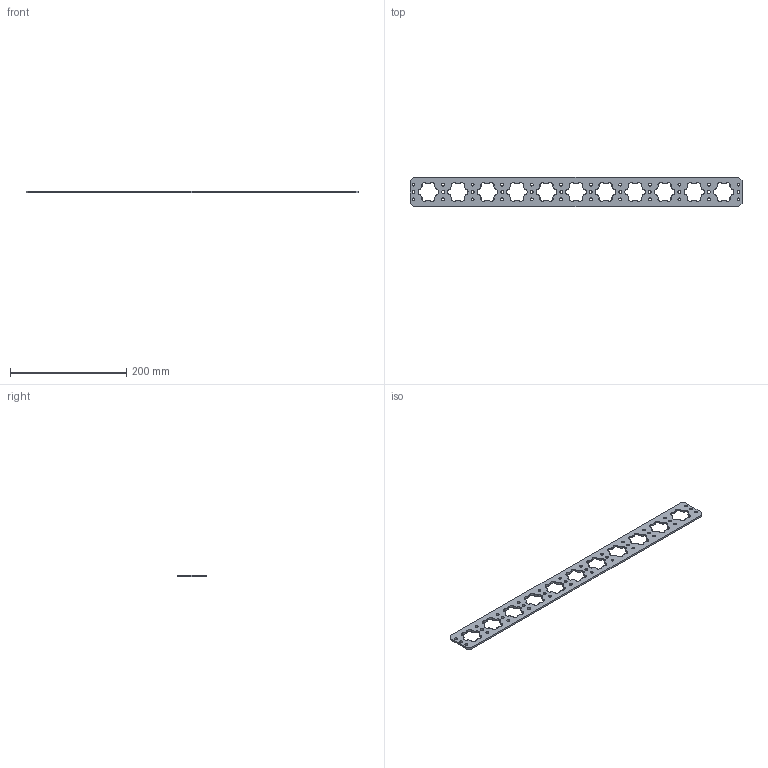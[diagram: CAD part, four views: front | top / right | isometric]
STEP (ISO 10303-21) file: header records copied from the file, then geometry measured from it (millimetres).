
FILE_DESCRIPTION (( 'STEP AP203' ), '1' );
FILE_NAME ('REV-21-2870.STEP', '2022-04-27T19:57:13', ( '' ), ( '' ), 'SwSTEP 2.0', 'SolidWorks 2022', '' );
FILE_SCHEMA (( 'CONFIG_CONTROL_DESIGN' ));
Length unit declared in the file: inch
Products named in the file (1): REV-21-2870
Bounding box: 570.99 x 50.8 x 3 mm (x, y, z)
Volume: 58472 mm3; surface area: 48243.7 mm2
Topology: 1 solids, 1 shells, 533 faces, 1593 edges, 1062 vertices
Faces by surface type: cylinder 523, plane 10
Entity records: 18860 total; most frequent: DIRECTION 3707, CARTESIAN_POINT 3189, ORIENTED_EDGE 3186, EDGE_CURVE 1593, AXIS2_PLACEMENT_3D 1580, VERTEX_POINT 1062, CIRCLE 1046, EDGE_LOOP 627
